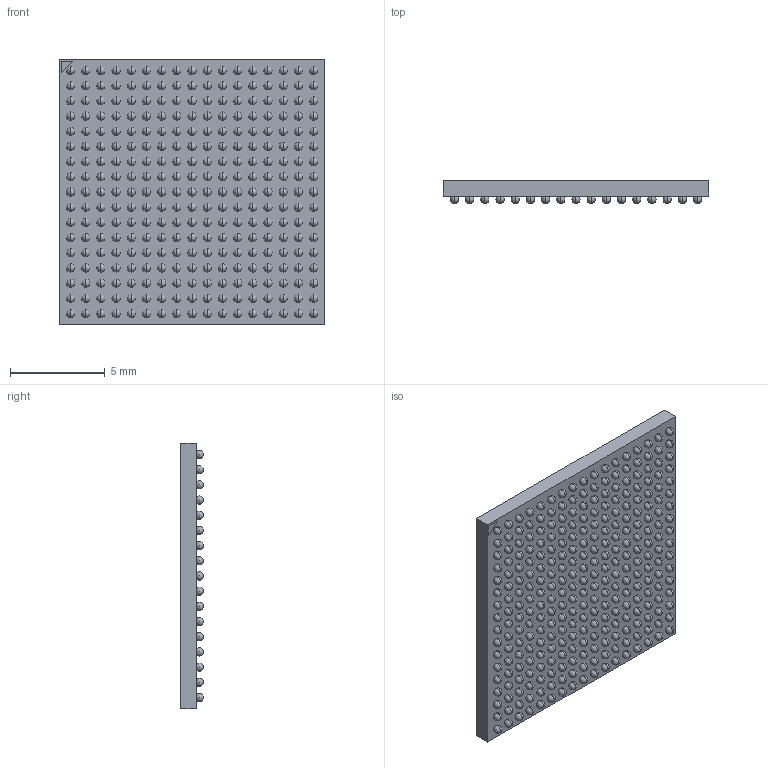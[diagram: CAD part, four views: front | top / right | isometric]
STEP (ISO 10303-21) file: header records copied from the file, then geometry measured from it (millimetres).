
FILE_DESCRIPTION (( 'STEP AP214' ), '1' );
FILE_NAME ('ATSAMA5D27C-D1G-CU.STEP', '2018-06-07T09:06:13', ( '' ), ( '' ), 'SwSTEP 2.0', 'SolidWorks 2017', '' );
FILE_SCHEMA (( 'AUTOMOTIVE_DESIGN' ));
Length unit declared in the file: millimetre
Products named in the file (1): ATSAMA5D27C-D1G-CU
Bounding box: 14 x 1.2 x 14 mm (x, y, z)
Volume: 174.7 mm3; surface area: 607.8 mm2
Topology: 292 solids, 292 shells, 600 faces, 2065 edges, 1473 vertices
Faces by surface type: sphere 578, plane 18, cylinder 4
Entity records: 21125 total; most frequent: DIRECTION 2408, CARTESIAN_POINT 1827, ORIENTED_EDGE 1240, AXIS2_PLACEMENT_3D 1187, UNCERTAINTY_MEASURE_WITH_UNIT 872, MECHANICAL_DESIGN_GEOMETRIC_PRESENTATION_REPRESENTATION 871, FILL_AREA_STYLE 871, PRESENTATION_LAYER_ASSIGNMENT 871
